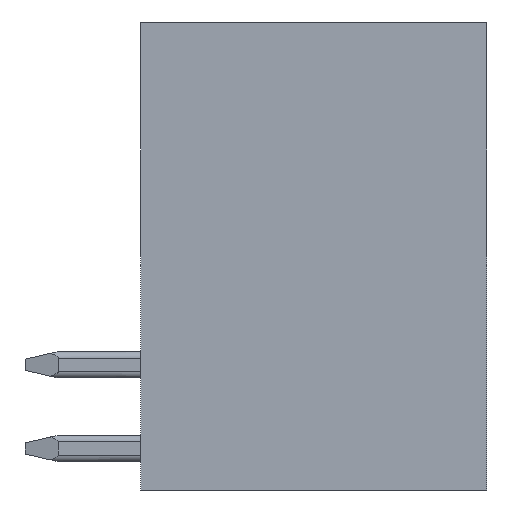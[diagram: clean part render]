
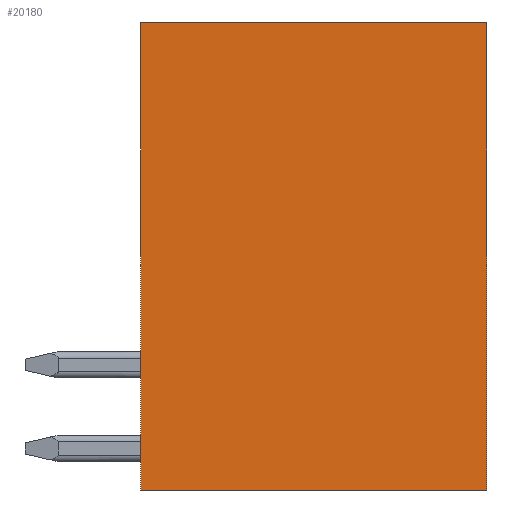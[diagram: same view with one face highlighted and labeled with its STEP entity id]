
A CAD part, front view. The second image highlights one B-rep face of the part: STEP entity #20180.
In plain terms, the highlighted planar face has unit normal (0, -1, 0).
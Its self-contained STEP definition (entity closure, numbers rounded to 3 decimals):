
#4693=DIRECTION('',(-1.,0.,0.));
#4694=VECTOR('',#4693,10.5);
#4695=CARTESIAN_POINT('',(5.25,-30.19,7.1));
#4696=LINE('',#4695,#4694);
#4697=DIRECTION('',(0.,0.,1.));
#4698=VECTOR('',#4697,14.2);
#4699=CARTESIAN_POINT('',(5.25,-30.19,-7.1));
#4700=LINE('',#4699,#4698);
#4701=DIRECTION('',(1.,0.,0.));
#4702=VECTOR('',#4701,10.5);
#4703=CARTESIAN_POINT('',(-5.25,-30.19,-7.1));
#4704=LINE('',#4703,#4702);
#4705=DIRECTION('',(0.,0.,-1.));
#4706=VECTOR('',#4705,14.2);
#4707=CARTESIAN_POINT('',(-5.25,-30.19,7.1));
#4708=LINE('',#4707,#4706);
#11541=CARTESIAN_POINT('',(5.25,-30.19,7.1));
#11542=CARTESIAN_POINT('',(-5.25,-30.19,7.1));
#11543=VERTEX_POINT('',#11541);
#11544=VERTEX_POINT('',#11542);
#11545=CARTESIAN_POINT('',(-5.25,-30.19,-7.1));
#11546=VERTEX_POINT('',#11545);
#11547=CARTESIAN_POINT('',(5.25,-30.19,-7.1));
#11548=VERTEX_POINT('',#11547);
#20169=CARTESIAN_POINT('',(0.,-30.19,0.));
#20170=DIRECTION('',(0.,-1.,0.));
#20171=DIRECTION('',(0.,0.,-1.));
#20172=AXIS2_PLACEMENT_3D('',#20169,#20170,#20171);
#20173=PLANE('',#20172);
#20174=ORIENTED_EDGE('',*,*,#19890,.F.);
#20175=ORIENTED_EDGE('',*,*,#19967,.F.);
#20176=ORIENTED_EDGE('',*,*,#20161,.F.);
#20177=ORIENTED_EDGE('',*,*,#14416,.F.);
#20178=EDGE_LOOP('',(#20174,#20175,#20176,#20177));
#20179=FACE_OUTER_BOUND('',#20178,.F.);
#20180=ADVANCED_FACE('',(#20179),#20173,.T.);
#14416=EDGE_CURVE('',#11544,#11546,#4708,.T.);
#19890=EDGE_CURVE('',#11543,#11544,#4696,.T.);
#19967=EDGE_CURVE('',#11548,#11543,#4700,.T.);
#20161=EDGE_CURVE('',#11546,#11548,#4704,.T.);
